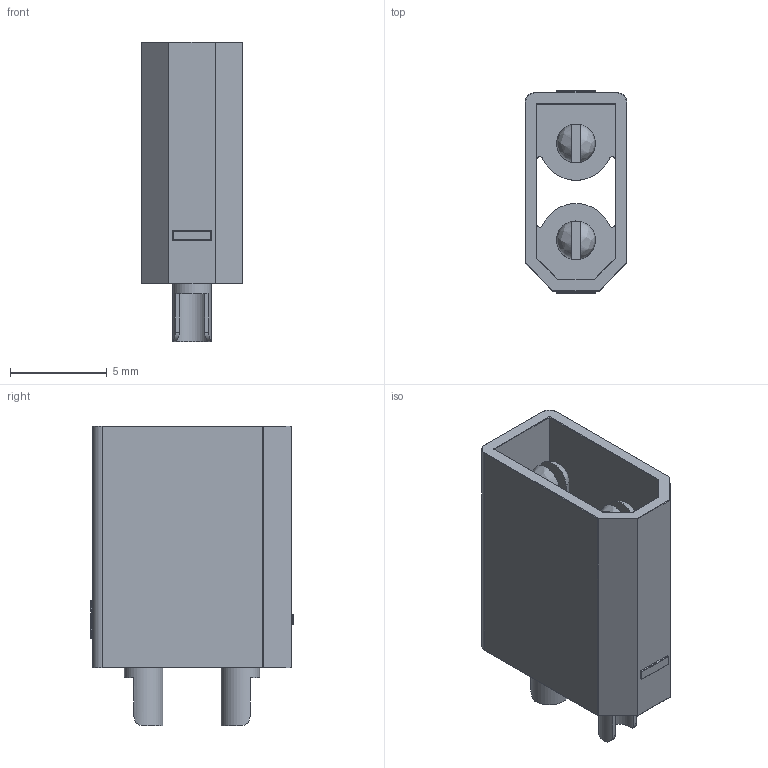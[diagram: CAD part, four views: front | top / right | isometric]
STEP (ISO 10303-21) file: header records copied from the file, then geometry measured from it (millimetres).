
FILE_DESCRIPTION(/* description */ (''),/* implementation_level */ '2;1');
FILE_NAME(/* name */ 'XT30.step',/* time_stamp */ '2019-01-31T20:02:58+00:00',/* author */ (''),/* organization */ (''),/* preprocessor_version */ 'ST-DEVELOPER v17.2',/* originating_system */ 'Autodesk Translation Framework v7.6.0.251',/* authorisation */ '');
FILE_SCHEMA (('AUTOMOTIVE_DESIGN { 1 0 10303 214 3 1 1 }'));
Length unit declared in the file: millimetre
Products named in the file (3): (Unsaved); XT30; XT30_Stecker
Assembly tree (2 placements, depth 3):
  (Unsaved)
    XT30
      XT30_Stecker
Bounding box: 5.25 x 10.45 x 15.5 mm (x, y, z)
Volume: 292.1 mm3; surface area: 975.6 mm2
Topology: 1 solids, 1 shells, 168 faces, 422 edges, 242 vertices
Faces by surface type: cylinder 78, plane 56, sphere 16, torus 10, bspline 8
Full cylindrical faces by diameter (mm): 1.65 x2, 2 x4
Entity records: 6447 total; most frequent: CARTESIAN_POINT 2361, DIRECTION 896, ORIENTED_EDGE 804, EDGE_CURVE 402, AXIS2_PLACEMENT_3D 341, VERTEX_POINT 242, LINE 214, VECTOR 214
